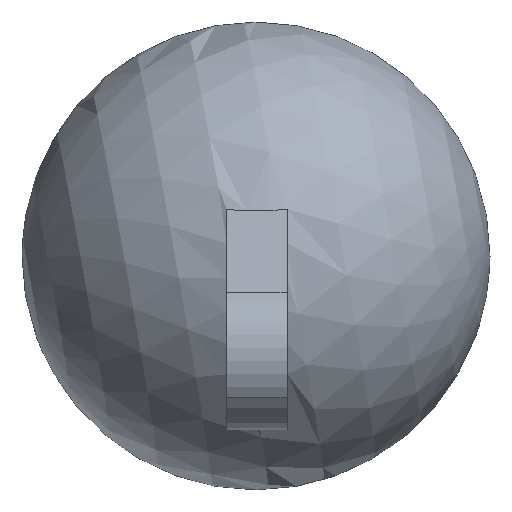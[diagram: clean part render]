
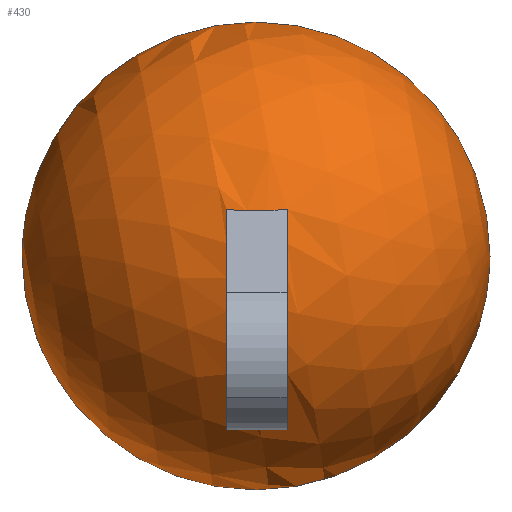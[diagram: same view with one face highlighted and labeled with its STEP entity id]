
A CAD part, top view. The second image highlights one B-rep face of the part: STEP entity #430.
In plain terms, the highlighted spherical face has radius 15.5 mm.
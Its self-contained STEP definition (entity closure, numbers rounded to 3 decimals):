
#32=CARTESIAN_POINT('',(61.,39.677,-14.014));
#33=VERTEX_POINT('',#32);
#34=CARTESIAN_POINT('',(61.,28.762,-15.861));
#35=VERTEX_POINT('',#34);
#36=CARTESIAN_POINT('',(61.,36.611,-29.068));
#37=DIRECTION('',(1.,0.,0.));
#38=DIRECTION('',(-0.,1.,0.));
#39=AXIS2_PLACEMENT_3D('',#36,#37,#38);
#40=CIRCLE('',#39,15.363);
#41=EDGE_CURVE('',#33,#35,#40,.T.);
#112=CARTESIAN_POINT('',(57.,39.664,-13.997));
#113=VERTEX_POINT('',#112);
#114=CARTESIAN_POINT('',(58.944,45.741,-22.675));
#115=DIRECTION('',(-0.,0.819,0.574));
#116=DIRECTION('',(-0.,-0.574,0.819));
#117=AXIS2_PLACEMENT_3D('',#114,#115,#116);
#118=CIRCLE('',#117,10.772);
#119=EDGE_CURVE('',#113,#33,#118,.T.);
#144=CARTESIAN_POINT('',(57.,28.754,-15.849));
#145=VERTEX_POINT('',#144);
#146=CARTESIAN_POINT('',(57.,36.611,-29.068));
#147=DIRECTION('',(-1.,-0.,-0.));
#148=DIRECTION('',(0.,-1.,0.));
#149=AXIS2_PLACEMENT_3D('',#146,#147,#148);
#150=CIRCLE('',#149,15.378);
#151=EDGE_CURVE('',#145,#113,#150,.T.);
#215=CARTESIAN_POINT('',(58.944,37.55,-28.411));
#216=DIRECTION('',(0.,-0.819,-0.574));
#217=DIRECTION('',(0.,0.574,-0.819));
#218=AXIS2_PLACEMENT_3D('',#215,#216,#217);
#219=CIRCLE('',#218,15.458);
#220=EDGE_CURVE('',#35,#145,#219,.T.);
#379=CARTESIAN_POINT('',(74.208,39.3,-29.291));
#380=VERTEX_POINT('',#379);
#381=CARTESIAN_POINT('',(58.944,52.101,-28.494));
#382=VERTEX_POINT('',#381);
#383=CARTESIAN_POINT('',(58.944,36.611,-29.068));
#384=DIRECTION('',(0.021,-0.037,0.999));
#385=DIRECTION('',(0.,0.999,0.037));
#386=AXIS2_PLACEMENT_3D('',#383,#384,#385);
#387=CIRCLE('',#386,15.5);
#388=EDGE_CURVE('',#380,#382,#387,.T.);
#390=CARTESIAN_POINT('',(43.681,33.923,-28.845));
#391=VERTEX_POINT('',#390);
#392=CARTESIAN_POINT('',(58.944,36.611,-29.068));
#393=DIRECTION('',(0.021,-0.037,0.999));
#394=DIRECTION('',(0.,0.999,0.037));
#395=AXIS2_PLACEMENT_3D('',#392,#393,#394);
#396=CIRCLE('',#395,15.5);
#397=EDGE_CURVE('',#391,#380,#396,.T.);
#399=CARTESIAN_POINT('',(58.944,36.611,-29.068));
#400=DIRECTION('',(0.021,-0.037,0.999));
#401=DIRECTION('',(0.,0.999,0.037));
#402=AXIS2_PLACEMENT_3D('',#399,#400,#401);
#403=CIRCLE('',#402,15.5);
#404=EDGE_CURVE('',#382,#391,#403,.T.);
#414=CARTESIAN_POINT('',(58.944,36.611,-29.068));
#415=DIRECTION('',(0.985,0.173,-0.014));
#416=DIRECTION('',(-0.173,0.984,0.04));
#417=AXIS2_PLACEMENT_3D('',#414,#415,#416);
#418=SPHERICAL_SURFACE('',#417,15.5);
#419=ORIENTED_EDGE('',*,*,#404,.T.);
#420=ORIENTED_EDGE('',*,*,#397,.T.);
#421=ORIENTED_EDGE('',*,*,#388,.T.);
#422=EDGE_LOOP('',(#419,#420,#421));
#423=FACE_BOUND('',#422,.T.);
#424=ORIENTED_EDGE('',*,*,#151,.T.);
#425=ORIENTED_EDGE('',*,*,#119,.T.);
#426=ORIENTED_EDGE('',*,*,#41,.T.);
#427=ORIENTED_EDGE('',*,*,#220,.T.);
#428=EDGE_LOOP('',(#424,#425,#426,#427));
#429=FACE_BOUND('',#428,.T.);
#430=ADVANCED_FACE('',(#423,#429),#418,.T.);
